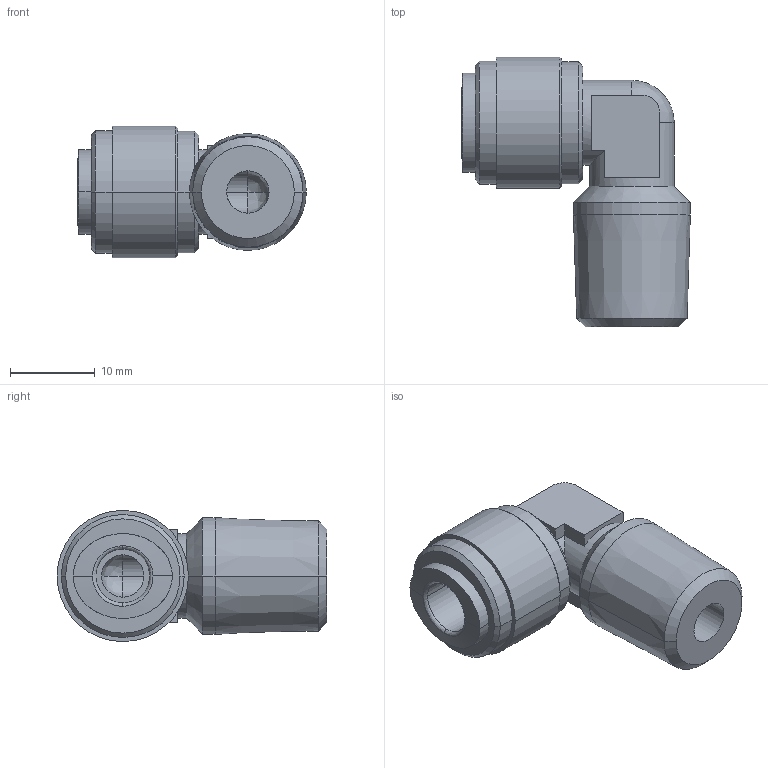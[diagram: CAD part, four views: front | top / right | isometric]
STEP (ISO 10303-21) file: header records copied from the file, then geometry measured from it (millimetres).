
FILE_DESCRIPTION (( 'STEP AP214' ), '1' );
FILE_NAME ('ME14-14N-P.step', '2017-08-29T20:46:40', ( '' ), ( '' ), 'SwSTEP 2.0', 'SolidWorks 2017', '' );
FILE_SCHEMA (( 'AUTOMOTIVE_DESIGN' ));
Length unit declared in the file: inch
Products named in the file (1): ME14-14N-P
Bounding box: 27 x 31.85 x 15.5 mm (x, y, z)
Volume: 4752.3 mm3; surface area: 2947.9 mm2
Topology: 1 solids, 1 shells, 62 faces, 149 edges, 89 vertices
Faces by surface type: cylinder 20, plane 20, cone 12, bspline 10
Entity records: 2639 total; most frequent: CARTESIAN_POINT 1213, ORIENTED_EDGE 290, DIRECTION 290, EDGE_CURVE 145, AXIS2_PLACEMENT_3D 113, VERTEX_POINT 89, EDGE_LOOP 68, LINE 64
